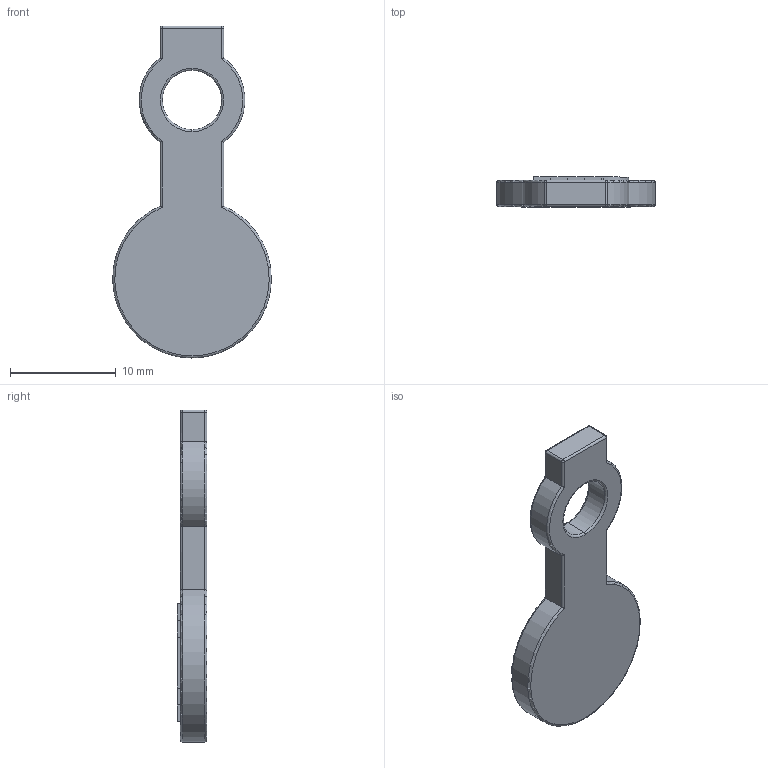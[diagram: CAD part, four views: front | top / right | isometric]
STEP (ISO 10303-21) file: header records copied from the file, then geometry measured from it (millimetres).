
FILE_DESCRIPTION (( 'STEP AP214' ), '1' );
FILE_NAME ('hour-hand.STEP', '2024-12-15T10:43:01', ( '' ), ( '' ), 'SwSTEP 2.0', 'SolidWorks 2023', '' );
FILE_SCHEMA (( 'AUTOMOTIVE_DESIGN' ));
Length unit declared in the file: millimetre
Products named in the file (1): hour-hand
Bounding box: 14.99 x 2.82 x 31.37 mm (x, y, z)
Volume: 701.8 mm3; surface area: 805.2 mm2
Topology: 1 solids, 1 shells, 75 faces, 186 edges, 112 vertices
Faces by surface type: plane 39, cylinder 22, torus 10, sphere 4
Entity records: 2221 total; most frequent: CARTESIAN_POINT 430, DIRECTION 368, ORIENTED_EDGE 364, EDGE_CURVE 182, LINE 124, VECTOR 124, AXIS2_PLACEMENT_3D 122, VERTEX_POINT 112
